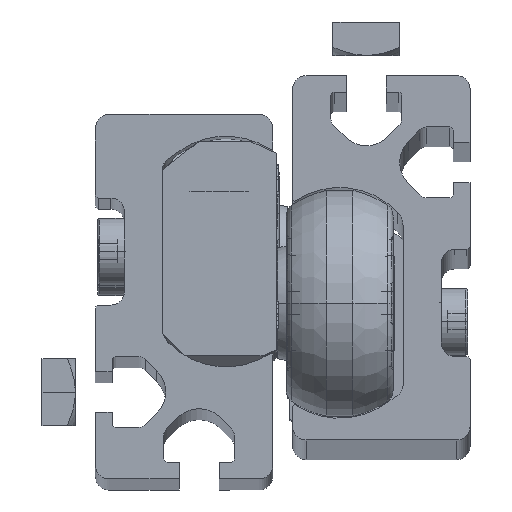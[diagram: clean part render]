
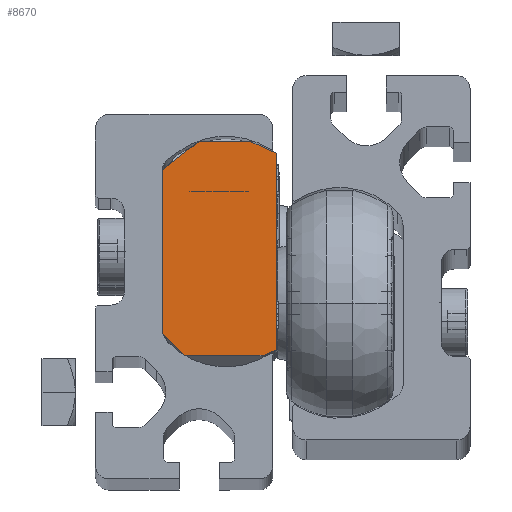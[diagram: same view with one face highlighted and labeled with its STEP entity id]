
A CAD part, top view. The second image highlights one B-rep face of the part: STEP entity #8670.
In plain terms, the highlighted face is planar.
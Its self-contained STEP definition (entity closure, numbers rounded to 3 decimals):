
#208 = VERTEX_POINT ( 'NONE', #18544 ) ;
#469 = ORIENTED_EDGE ( 'NONE', *, *, #3700, .T. ) ;
#1270 = LINE ( 'NONE', #14033, #12498 ) ;
#1278 = LINE ( 'NONE', #10585, #6400 ) ;
#1437 = CARTESIAN_POINT ( 'NONE',  ( 19., 1.5, 22.2 ) ) ;
#1514 = LINE ( 'NONE', #16094, #6975 ) ;
#2088 = LINE ( 'NONE', #23530, #11018 ) ;
#2124 = ORIENTED_EDGE ( 'NONE', *, *, #17113, .T. ) ;
#2732 = VERTEX_POINT ( 'NONE', #14996 ) ;
#2791 = CARTESIAN_POINT ( 'NONE',  ( 19., -15.5, 5.2 ) ) ;
#3050 = CARTESIAN_POINT ( 'NONE',  ( 19., -12.2, 8.5 ) ) ;
#3098 = CARTESIAN_POINT ( 'NONE',  ( 19., -15.5, 5.2 ) ) ;
#3454 = FACE_OUTER_BOUND ( 'NONE', #12346, .T. ) ;
#3700 = EDGE_CURVE ( 'NONE', #12213, #208, #10452, .T. ) ;
#4378 = AXIS2_PLACEMENT_3D ( 'NONE', #1437, #10748, #8596 ) ;
#4904 = LINE ( 'NONE', #6564, #19026 ) ;
#5021 = DIRECTION ( 'NONE',  ( 0., -1., 0. ) ) ;
#5097 = DIRECTION ( 'NONE',  ( 0., 0.616, -0.788 ) ) ;
#5279 = CARTESIAN_POINT ( 'NONE',  ( 19., -14.661, -8.5 ) ) ;
#5390 = CARTESIAN_POINT ( 'NONE',  ( 19., 16.5, 3. ) ) ;
#5747 = VERTEX_POINT ( 'NONE', #19358 ) ;
#5748 = EDGE_CURVE ( 'NONE', #5747, #14341, #4904, .T. ) ;
#5936 = ORIENTED_EDGE ( 'NONE', *, *, #20217, .F. ) ;
#6400 = VECTOR ( 'NONE', #17632, 1000. ) ;
#6410 = ORIENTED_EDGE ( 'NONE', *, *, #16866, .F. ) ;
#6564 = CARTESIAN_POINT ( 'NONE',  ( 19., 14.681, -8.5 ) ) ;
#6747 = EDGE_CURVE ( 'NONE', #19509, #20891, #1270, .T. ) ;
#6760 = DIRECTION ( 'NONE',  ( 0., -0.707, -0.707 ) ) ;
#6975 = VECTOR ( 'NONE', #21126, 1000. ) ;
#7031 = ORIENTED_EDGE ( 'NONE', *, *, #20186, .F. ) ;
#8287 = DIRECTION ( 'NONE',  ( 0., 0., -1. ) ) ;
#8596 = DIRECTION ( 'NONE',  ( 0., 0., 1. ) ) ;
#8670 = ADVANCED_FACE ( 'NONE', ( #3454 ), #16018, .F. ) ;
#8678 = ORIENTED_EDGE ( 'NONE', *, *, #6747, .F. ) ;
#9045 = VECTOR ( 'NONE', #8287, 1000. ) ;
#9632 = VECTOR ( 'NONE', #6760, 1000. ) ;
#10452 = LINE ( 'NONE', #2791, #9045 ) ;
#10585 = CARTESIAN_POINT ( 'NONE',  ( 19., -12.2, 8.5 ) ) ;
#10743 = LINE ( 'NONE', #14446, #18794 ) ;
#10748 = DIRECTION ( 'NONE',  ( -1., 0., 0. ) ) ;
#11018 = VECTOR ( 'NONE', #16213, 1000. ) ;
#12213 = VERTEX_POINT ( 'NONE', #3098 ) ;
#12346 = EDGE_LOOP ( 'NONE', ( #8678, #7031, #2124, #469, #6410, #13098, #5936, #18758 ) ) ;
#12498 = VECTOR ( 'NONE', #5097, 1000. ) ;
#13098 = ORIENTED_EDGE ( 'NONE', *, *, #5748, .F. ) ;
#13823 = CARTESIAN_POINT ( 'NONE',  ( 19., 12.203, 8.5 ) ) ;
#14033 = CARTESIAN_POINT ( 'NONE',  ( 19., 12.203, 8.5 ) ) ;
#14341 = VERTEX_POINT ( 'NONE', #5279 ) ;
#14446 = CARTESIAN_POINT ( 'NONE',  ( 19., -14.661, -8.5 ) ) ;
#14996 = CARTESIAN_POINT ( 'NONE',  ( 19., -12.2, 8.5 ) ) ;
#16018 = PLANE ( 'NONE',  #4378 ) ;
#16094 = CARTESIAN_POINT ( 'NONE',  ( 19., 16.5, -4.6 ) ) ;
#16213 = DIRECTION ( 'NONE',  ( 0., -0.423, -0.906 ) ) ;
#16755 = CARTESIAN_POINT ( 'NONE',  ( 19., 16.5, -4.6 ) ) ;
#16866 = EDGE_CURVE ( 'NONE', #14341, #208, #10743, .T. ) ;
#17033 = EDGE_CURVE ( 'NONE', #17869, #20891, #1514, .T. ) ;
#17113 = EDGE_CURVE ( 'NONE', #2732, #12213, #21493, .T. ) ;
#17632 = DIRECTION ( 'NONE',  ( 0., 1., 0. ) ) ;
#17869 = VERTEX_POINT ( 'NONE', #16755 ) ;
#18544 = CARTESIAN_POINT ( 'NONE',  ( 19., -15.5, -6.7 ) ) ;
#18758 = ORIENTED_EDGE ( 'NONE', *, *, #17033, .T. ) ;
#18794 = VECTOR ( 'NONE', #19827, 1000. ) ;
#19026 = VECTOR ( 'NONE', #5021, 1000. ) ;
#19358 = CARTESIAN_POINT ( 'NONE',  ( 19., 14.681, -8.5 ) ) ;
#19509 = VERTEX_POINT ( 'NONE', #13823 ) ;
#19827 = DIRECTION ( 'NONE',  ( 0., -0.423, 0.906 ) ) ;
#20186 = EDGE_CURVE ( 'NONE', #2732, #19509, #1278, .T. ) ;
#20217 = EDGE_CURVE ( 'NONE', #17869, #5747, #2088, .T. ) ;
#20891 = VERTEX_POINT ( 'NONE', #5390 ) ;
#21126 = DIRECTION ( 'NONE',  ( 0., 0., 1. ) ) ;
#21493 = LINE ( 'NONE', #3050, #9632 ) ;
#23530 = CARTESIAN_POINT ( 'NONE',  ( 19., 16.5, -4.6 ) ) ;
